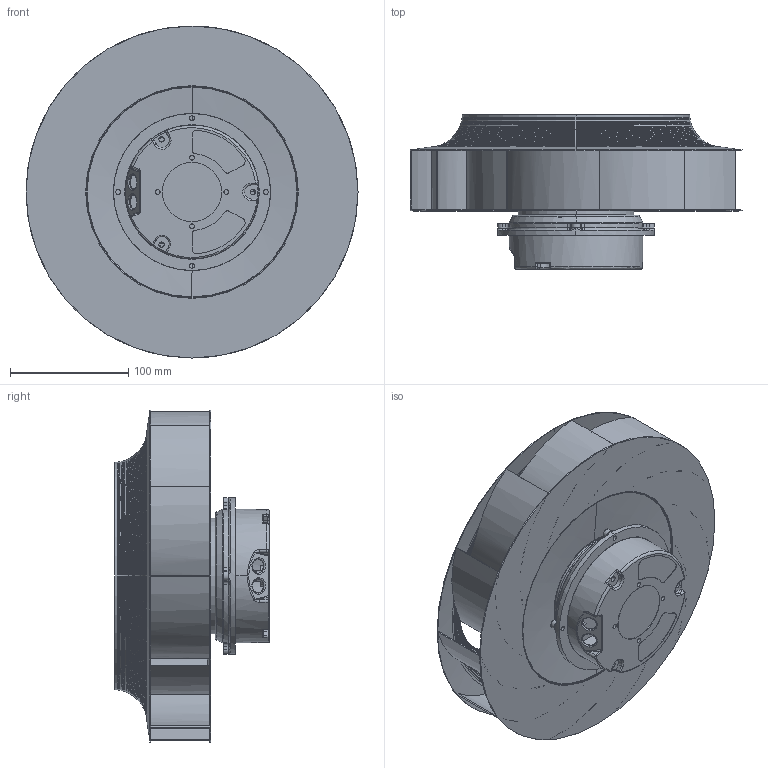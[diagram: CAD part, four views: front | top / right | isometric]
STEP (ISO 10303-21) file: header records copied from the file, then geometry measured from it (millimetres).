
FILE_DESCRIPTION((''),'2;1');
FILE_NAME('22599-92_ASM','2017-03-23T',('Administrator'),(''),'PRO/ENGINEER BY PARAMETRIC TECHNOLOGY CORPORATION, 2010280','PRO/ENGINEER BY PARAMETRIC TECHNOLOGY CORPORATION, 2010280','');
FILE_SCHEMA(('CONFIG_CONTROL_DESIGN'));
Length unit declared in the file: millimetre
Products named in the file (6): DIZUO-2_1; DIGAI_1; TIEKE-2_1; ASM0005_ASM_1_ASM; PRT0015; 22599-92_ASM
Assembly tree (5 placements, depth 3):
  22599-92_ASM
    ASM0005_ASM_1_ASM
      DIZUO-2_1
      DIGAI_1
      TIEKE-2_1
    PRT0015
Bounding box: 281.28 x 131 x 281.28 mm (x, y, z)
Volume: 331933.5 mm3; surface area: 475244.3 mm2
Topology: 4 solids, 4 shells, 964 faces, 2683 edges, 1737 vertices
Faces by surface type: cone 429, cylinder 250, plane 182, torus 57, bspline 41, sphere 5
Entity records: 34031 total; most frequent: CARTESIAN_POINT 9318, ORIENTED_EDGE 5356, DIRECTION 5208, EDGE_CURVE 2678, AXIS2_PLACEMENT_3D 2236, VERTEX_POINT 1737, CIRCLE 1299, EDGE_LOOP 1035
